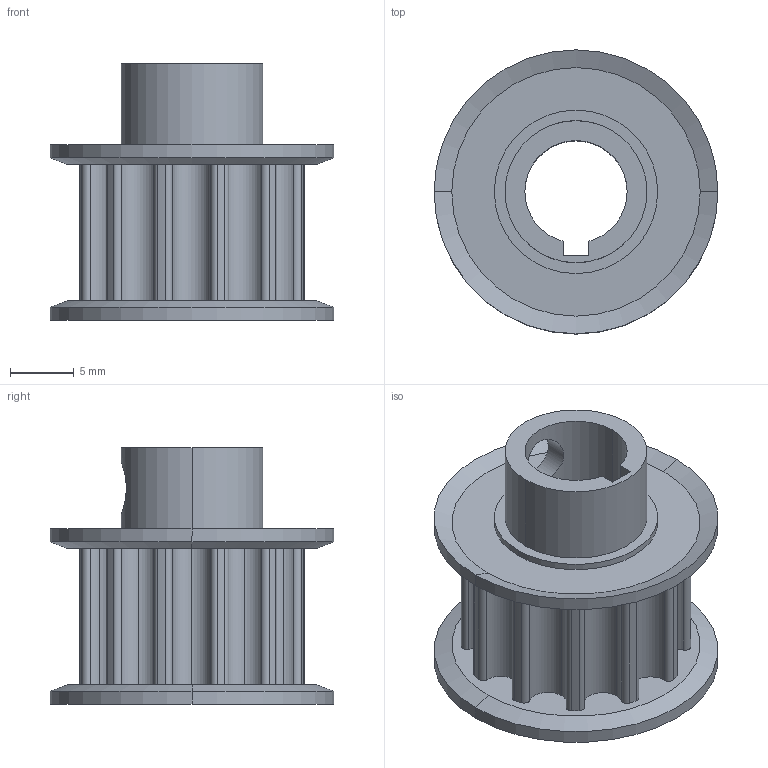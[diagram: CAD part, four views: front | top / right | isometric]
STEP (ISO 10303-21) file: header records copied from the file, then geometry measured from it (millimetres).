
FILE_DESCRIPTION (( 'STEP AP203' ), '1' );
FILE_NAME ('am-3263 12T 8mm Bore Pulley.STEP', '2018-12-17T22:53:48', ( '' ), ( '' ), 'SwSTEP 2.0', 'SolidWorks 2018', '' );
FILE_SCHEMA (( 'CONFIG_CONTROL_DESIGN' ));
Length unit declared in the file: inch
Products named in the file (1): am-3263 12T 8mm Bore Pulley
Bounding box: 22.2 x 22.2 x 20.07 mm (x, y, z)
Volume: 2446.1 mm3; surface area: 2929.3 mm2
Topology: 1 solids, 1 shells, 98 faces, 265 edges, 174 vertices
Faces by surface type: cylinder 80, plane 10, cone 8
Entity records: 3362 total; most frequent: CARTESIAN_POINT 652, DIRECTION 623, ORIENTED_EDGE 530, EDGE_CURVE 265, AXIS2_PLACEMENT_3D 263, VERTEX_POINT 174, CIRCLE 164, EDGE_LOOP 107
